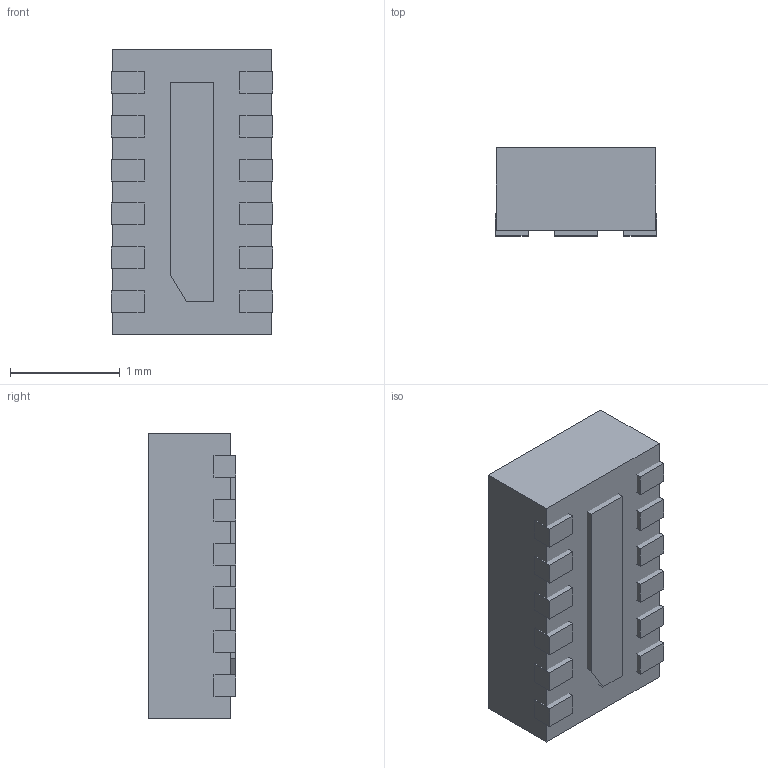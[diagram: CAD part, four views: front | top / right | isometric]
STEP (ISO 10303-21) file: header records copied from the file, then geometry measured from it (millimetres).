
FILE_DESCRIPTION (( 'STEP AP214' ), '1' );
FILE_NAME ('B164BADA-B395-4F14-9E35-B161ACBECDF9.STEP', '2023-07-12T17:59:45', ( '' ), ( '' ), 'SwSTEP 2.0', 'SolidWorks 2022', '' );
FILE_SCHEMA (( 'AUTOMOTIVE_DESIGN' ));
Length unit declared in the file: millimetre
Products named in the file (1): B164BADA-B395-4F14-9E35-B161ACBECDF9
Bounding box: 1.47 x 0.8 x 2.6 mm (x, y, z)
Volume: 3.1 mm3; surface area: 20 mm2
Topology: 14 solids, 14 shells, 88 faces, 177 edges, 118 vertices
Faces by surface type: plane 86, cylinder 2
Entity records: 3364 total; most frequent: CARTESIAN_POINT 384, DIRECTION 359, ORIENTED_EDGE 354, EDGE_CURVE 177, LINE 173, VECTOR 173, VERTEX_POINT 118, UNCERTAINTY_MEASURE_WITH_UNIT 104
